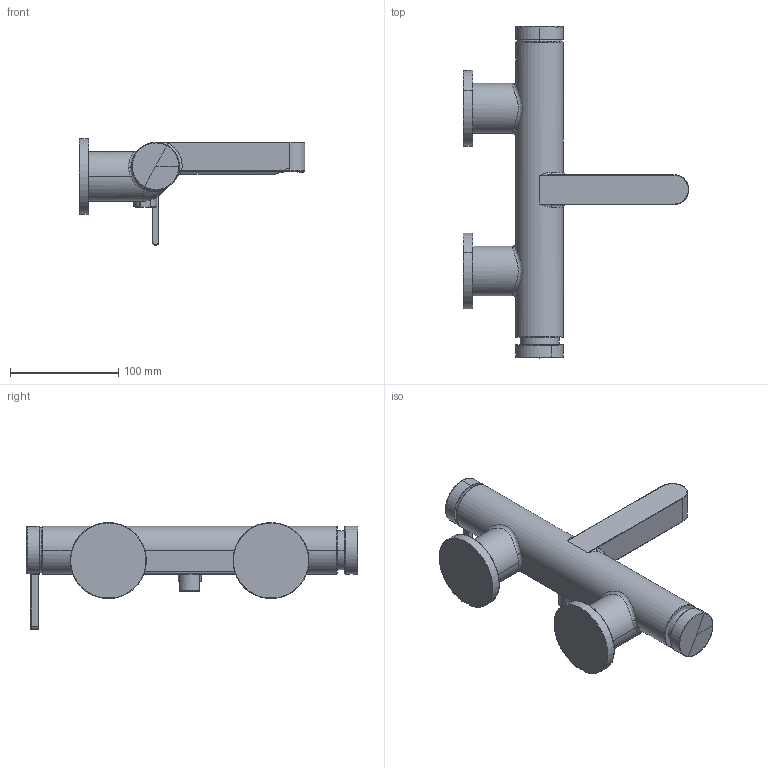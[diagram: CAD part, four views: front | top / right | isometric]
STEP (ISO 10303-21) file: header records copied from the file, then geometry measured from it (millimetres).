
FILE_DESCRIPTION(('CAx-IF Rec.Pracs.---Model Styling and Organization---1.2---2011-12-15','CAx-IF Rec.Pracs.---Geometric and Assembly Validation Properties---4.1---2014-06-16','CAx-IF Rec.Pracs.---PMI Polyline Presentation---2.0---2013-05-24'),'2;1');
FILE_NAME('1000145865_PPR_000.stp','2020-08-26T07:27:27+02:00',(''),(''),'STEP Interface 4.3 by CT CoreTechnologie','3D_Evolution4.3 by CT CoreTechnologie','');
FILE_SCHEMA(('AP203_CONFIGURATION_CONTROLLED_3D_DESIGN_OF_MECHANICAL_PARTS_AND_ASSEMBLIES_MIM_LF'));
Length unit declared in the file: millimetre
Products named in the file (11): P_2 HG ReFlex Wannenmischer AP MSW 1000145865_PPR_000_A1; P_2 GK WAPM M35XS_ReFlex 1000145864_PPA_000_A0; P_2 Rosette_WAPM_ReFlex 1000145855_PPA_000_A0; P_2 BGR Schlauchanschluß ohne RV 1000085269_PPR_000_A0; P_2 Schlauchanschluß DAP 1000085270_PPA_000_A0; P_2 Rosette M35XS AP VVG 1000145859_PPA_000_A0; P_2 Griff WAP M35XS ReFlex 1000145860_PPA_000_A0; Gewindestift_M6x16 1000063001_PPA_000_A3; P_2 Taste_Umstellventil_ReFlex 1000145861_PPA_000_A0; SR24_M24x1_CA-CC_C_dunkelgrau 1000023999_PPR_000_A0; SR24_M24x1_CA-CC_C_dunkelgrau Dummy 1000023998_PPA_000_A0
Assembly tree (12 placements, depth 3):
  P_2 HG ReFlex Wannenmischer AP MSW 1000145865_PPR_000_A1
    P_2 GK WAPM M35XS_ReFlex 1000145864_PPA_000_A0
    P_2 Rosette_WAPM_ReFlex 1000145855_PPA_000_A0  x2
    P_2 BGR Schlauchanschluß ohne RV 1000085269_PPR_000_A0
      P_2 Schlauchanschluß DAP 1000085270_PPA_000_A0
    P_2 Rosette M35XS AP VVG 1000145859_PPA_000_A0
    P_2 Griff WAP M35XS ReFlex 1000145860_PPA_000_A0
    Gewindestift_M6x16 1000063001_PPA_000_A3  x2
    P_2 Taste_Umstellventil_ReFlex 1000145861_PPA_000_A0
    SR24_M24x1_CA-CC_C_dunkelgrau 1000023999_PPR_000_A0
      SR24_M24x1_CA-CC_C_dunkelgrau Dummy 1000023998_PPA_000_A0
Bounding box: 208.18 x 306.16 x 98.48 mm (x, y, z)
Volume: 813435.6 mm3; surface area: 111794.5 mm2
Topology: 11 solids, 11 shells, 1108 faces, 2961 edges, 1876 vertices
Faces by surface type: plane 439, cylinder 341, bspline 328
Entity records: 57067 total; most frequent: CARTESIAN_POINT 19303, ORIENTED_EDGE 5618, DIRECTION 5416, EDGE_CURVE 2809, AXIS2_PLACEMENT_3D 2014, VERTEX_POINT 1799, VECTOR 1388, LINE 1388
